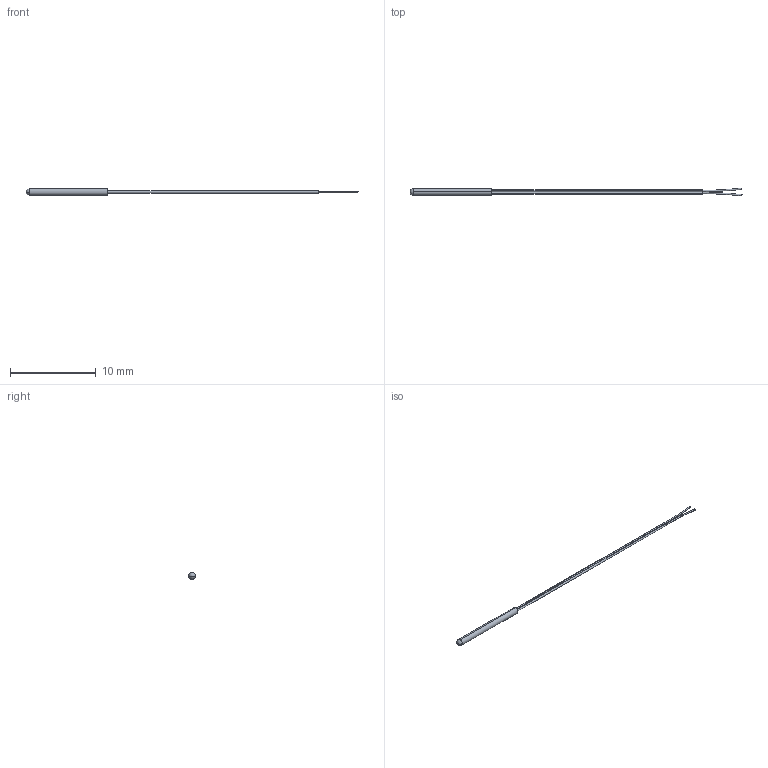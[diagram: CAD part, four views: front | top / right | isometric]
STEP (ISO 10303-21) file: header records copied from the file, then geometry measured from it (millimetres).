
FILE_DESCRIPTION (( 'STEP AP203' ), '1' );
FILE_NAME ('NNP-DWG-110-020-000 Thermistor.STEP', '2024-08-21T14:05:16', ( '' ), ( '' ), 'SwSTEP 2.0', 'SolidWorks 2024', '' );
FILE_SCHEMA (( 'CONFIG_CONTROL_DESIGN' ));
Length unit declared in the file: inch
Products named in the file (1): NNP-DWG-110-020-000 Thermistor
Bounding box: 38.63 x 0.89 x 0.76 mm (x, y, z)
Volume: 6.9 mm3; surface area: 63.3 mm2
Topology: 1 solids, 1 shells, 18 faces, 42 edges, 27 vertices
Faces by surface type: cylinder 8, torus 4, plane 4, sphere 2
Entity records: 603 total; most frequent: DIRECTION 110, CARTESIAN_POINT 86, ORIENTED_EDGE 80, AXIS2_PLACEMENT_3D 51, EDGE_CURVE 40, CIRCLE 32, VERTEX_POINT 27, EDGE_LOOP 21
